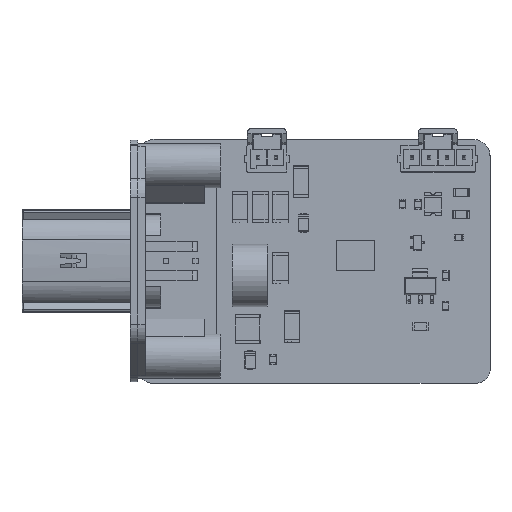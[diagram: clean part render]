
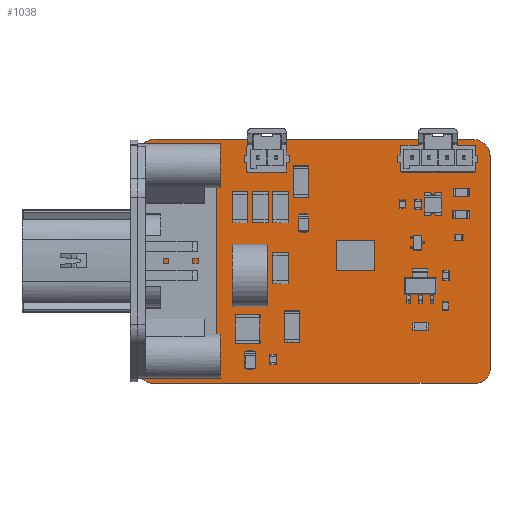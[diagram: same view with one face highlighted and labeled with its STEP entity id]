
A CAD part, top view. The second image highlights one B-rep face of the part: STEP entity #1038.
In plain terms, the highlighted planar face has unit normal (0, 0, 1).
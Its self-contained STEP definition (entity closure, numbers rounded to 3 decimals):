
#139 = VERTEX_POINT('',#140);
#140 = CARTESIAN_POINT('',(25.773,26.027,0.));
#146 = EDGE_CURVE('',#139,#147,#149,.T.);
#147 = VERTEX_POINT('',#148);
#148 = CARTESIAN_POINT('',(25.184,27.45,0.));
#149 = CIRCLE('',#150,2.013);
#150 = AXIS2_PLACEMENT_3D('',#151,#152,#153);
#151 = CARTESIAN_POINT('',(27.197,27.45,0.));
#152 = DIRECTION('',(0.,0.,-1.));
#153 = DIRECTION('',(-0.707,-0.707,0.));
#179 = EDGE_CURVE('',#147,#180,#182,.T.);
#180 = VERTEX_POINT('',#181);
#181 = CARTESIAN_POINT('',(25.184,71.61,0.));
#182 = LINE('',#183,#184);
#183 = CARTESIAN_POINT('',(25.184,27.45,0.));
#184 = VECTOR('',#185,1.);
#185 = DIRECTION('',(0.,1.,0.));
#210 = EDGE_CURVE('',#180,#211,#213,.T.);
#211 = VERTEX_POINT('',#212);
#212 = CARTESIAN_POINT('',(25.773,73.033,0.));
#213 = CIRCLE('',#214,2.013);
#214 = AXIS2_PLACEMENT_3D('',#215,#216,#217);
#215 = CARTESIAN_POINT('',(27.197,71.61,0.));
#216 = DIRECTION('',(0.,0.,-1.));
#217 = DIRECTION('',(-1.,0.,0.));
#243 = EDGE_CURVE('',#211,#244,#246,.T.);
#244 = VERTEX_POINT('',#245);
#245 = CARTESIAN_POINT('',(28.054,73.978,0.));
#246 = CIRCLE('',#247,3.232);
#247 = AXIS2_PLACEMENT_3D('',#248,#249,#250);
#248 = CARTESIAN_POINT('',(28.057,70.746,0.));
#249 = DIRECTION('',(0.,0.,-1.));
#250 = DIRECTION('',(-0.707,0.708,0.));
#276 = EDGE_CURVE('',#244,#277,#279,.T.);
#277 = VERTEX_POINT('',#278);
#278 = CARTESIAN_POINT('',(91.948,73.978,0.));
#279 = LINE('',#280,#281);
#280 = CARTESIAN_POINT('',(28.054,73.978,0.));
#281 = VECTOR('',#282,1.);
#282 = DIRECTION('',(1.,0.,0.));
#307 = EDGE_CURVE('',#277,#308,#310,.T.);
#308 = VERTEX_POINT('',#309);
#309 = CARTESIAN_POINT('',(94.034,73.114,0.));
#310 = CIRCLE('',#311,2.955);
#311 = AXIS2_PLACEMENT_3D('',#312,#313,#314);
#312 = CARTESIAN_POINT('',(91.946,71.023,0.));
#313 = DIRECTION('',(0.,0.,-1.));
#314 = DIRECTION('',(0.001,1.,0.));
#340 = EDGE_CURVE('',#308,#341,#343,.T.);
#341 = VERTEX_POINT('',#342);
#342 = CARTESIAN_POINT('',(94.233,72.915,0.));
#343 = LINE('',#344,#345);
#344 = CARTESIAN_POINT('',(94.034,73.114,0.));
#345 = VECTOR('',#346,1.);
#346 = DIRECTION('',(0.707,-0.707,0.));
#371 = EDGE_CURVE('',#341,#372,#374,.T.);
#372 = VERTEX_POINT('',#373);
#373 = CARTESIAN_POINT('',(95.183,70.779,0.));
#374 = CIRCLE('',#375,3.261);
#375 = AXIS2_PLACEMENT_3D('',#376,#377,#378);
#376 = CARTESIAN_POINT('',(91.926,70.61,0.));
#377 = DIRECTION('',(0.,0.,-1.));
#378 = DIRECTION('',(0.707,0.707,0.));
#404 = EDGE_CURVE('',#372,#405,#407,.T.);
#405 = VERTEX_POINT('',#406);
#406 = CARTESIAN_POINT('',(95.187,70.739,0.));
#407 = CIRCLE('',#408,0.204);
#408 = AXIS2_PLACEMENT_3D('',#409,#410,#411);
#409 = CARTESIAN_POINT('',(94.983,70.739,0.));
#410 = DIRECTION('',(0.,0.,-1.));
#411 = DIRECTION('',(0.98,0.197,0.));
#437 = EDGE_CURVE('',#405,#438,#440,.T.);
#438 = VERTEX_POINT('',#439);
#439 = CARTESIAN_POINT('',(95.187,27.809,0.));
#440 = LINE('',#441,#442);
#441 = CARTESIAN_POINT('',(95.187,70.739,0.));
#442 = VECTOR('',#443,1.);
#443 = DIRECTION('',(0.,-1.,0.));
#468 = EDGE_CURVE('',#438,#469,#471,.T.);
#469 = VERTEX_POINT('',#470);
#470 = CARTESIAN_POINT('',(94.505,26.163,0.));
#471 = CIRCLE('',#472,2.324);
#472 = AXIS2_PLACEMENT_3D('',#473,#474,#475);
#473 = CARTESIAN_POINT('',(92.863,27.808,0.));
#474 = DIRECTION('',(0.,0.,-1.));
#475 = DIRECTION('',(1.,0.001,0.));
#501 = EDGE_CURVE('',#469,#502,#504,.T.);
#502 = VERTEX_POINT('',#503);
#503 = CARTESIAN_POINT('',(92.202,25.209,0.));
#504 = CIRCLE('',#505,3.259);
#505 = AXIS2_PLACEMENT_3D('',#506,#507,#508);
#506 = CARTESIAN_POINT('',(92.201,28.468,0.));
#507 = DIRECTION('',(0.,0.,-1.));
#508 = DIRECTION('',(0.707,-0.707,0.));
#534 = EDGE_CURVE('',#502,#535,#537,.T.);
#535 = VERTEX_POINT('',#536);
#536 = CARTESIAN_POINT('',(27.748,25.209,0.));
#537 = LINE('',#538,#539);
#538 = CARTESIAN_POINT('',(92.202,25.209,0.));
#539 = VECTOR('',#540,1.);
#540 = DIRECTION('',(-1.,0.,0.));
#565 = EDGE_CURVE('',#535,#139,#566,.T.);
#566 = CIRCLE('',#567,2.797);
#567 = AXIS2_PLACEMENT_3D('',#568,#569,#570);
#568 = CARTESIAN_POINT('',(27.75,28.006,0.));
#569 = DIRECTION('',(0.,0.,-1.));
#570 = DIRECTION('',(-0.001,-1.,0.));
#591 = VERTEX_POINT('',#592);
#592 = CARTESIAN_POINT('',(31.344,46.736,0.));
#598 = EDGE_CURVE('',#591,#591,#599,.T.);
#599 = CIRCLE('',#600,0.864);
#600 = AXIS2_PLACEMENT_3D('',#601,#602,#603);
#601 = CARTESIAN_POINT('',(30.48,46.736,0.));
#602 = DIRECTION('',(0.,0.,1.));
#603 = DIRECTION('',(1.,0.,0.));
#624 = VERTEX_POINT('',#625);
#625 = CARTESIAN_POINT('',(47.689,44.236,0.));
#631 = EDGE_CURVE('',#624,#624,#632,.T.);
#632 = CIRCLE('',#633,0.445);
#633 = AXIS2_PLACEMENT_3D('',#634,#635,#636);
#634 = CARTESIAN_POINT('',(47.244,44.236,0.));
#635 = DIRECTION('',(0.,0.,1.));
#636 = DIRECTION('',(1.,0.,0.));
#657 = VERTEX_POINT('',#658);
#658 = CARTESIAN_POINT('',(37.186,46.736,0.));
#664 = EDGE_CURVE('',#657,#657,#665,.T.);
#665 = CIRCLE('',#666,0.864);
#666 = AXIS2_PLACEMENT_3D('',#667,#668,#669);
#667 = CARTESIAN_POINT('',(36.322,46.736,0.));
#668 = DIRECTION('',(0.,0.,1.));
#669 = DIRECTION('',(1.,0.,0.));
#690 = VERTEX_POINT('',#691);
#691 = CARTESIAN_POINT('',(31.344,52.578,0.));
#697 = EDGE_CURVE('',#690,#690,#698,.T.);
#698 = CIRCLE('',#699,0.864);
#699 = AXIS2_PLACEMENT_3D('',#700,#701,#702);
#700 = CARTESIAN_POINT('',(30.48,52.578,0.));
#701 = DIRECTION('',(0.,0.,1.));
#702 = DIRECTION('',(1.,0.,0.));
#723 = VERTEX_POINT('',#724);
#724 = CARTESIAN_POINT('',(47.689,49.236,0.));
#730 = EDGE_CURVE('',#723,#723,#731,.T.);
#731 = CIRCLE('',#732,0.445);
#732 = AXIS2_PLACEMENT_3D('',#733,#734,#735);
#733 = CARTESIAN_POINT('',(47.244,49.236,0.));
#734 = DIRECTION('',(0.,0.,1.));
#735 = DIRECTION('',(1.,0.,0.));
#756 = VERTEX_POINT('',#757);
#757 = CARTESIAN_POINT('',(37.186,52.578,0.));
#763 = EDGE_CURVE('',#756,#756,#764,.T.);
#764 = CIRCLE('',#765,0.864);
#765 = AXIS2_PLACEMENT_3D('',#766,#767,#768);
#766 = CARTESIAN_POINT('',(36.322,52.578,0.));
#767 = DIRECTION('',(0.,0.,1.));
#768 = DIRECTION('',(1.,0.,0.));
#789 = VERTEX_POINT('',#790);
#790 = CARTESIAN_POINT('',(83.568,70.358,0.));
#796 = EDGE_CURVE('',#789,#789,#797,.T.);
#797 = CIRCLE('',#798,0.51);
#798 = AXIS2_PLACEMENT_3D('',#799,#800,#801);
#799 = CARTESIAN_POINT('',(83.058,70.358,0.));
#800 = DIRECTION('',(0.,0.,1.));
#801 = DIRECTION('',(1.,0.,0.));
#822 = VERTEX_POINT('',#823);
#823 = CARTESIAN_POINT('',(90.568,70.358,0.));
#829 = EDGE_CURVE('',#822,#822,#830,.T.);
#830 = CIRCLE('',#831,0.51);
#831 = AXIS2_PLACEMENT_3D('',#832,#833,#834);
#832 = CARTESIAN_POINT('',(90.058,70.358,0.));
#833 = DIRECTION('',(0.,0.,1.));
#834 = DIRECTION('',(1.,0.,0.));
#855 = VERTEX_POINT('',#856);
#856 = CARTESIAN_POINT('',(87.068,70.358,0.));
#862 = EDGE_CURVE('',#855,#855,#863,.T.);
#863 = CIRCLE('',#864,0.51);
#864 = AXIS2_PLACEMENT_3D('',#865,#866,#867);
#865 = CARTESIAN_POINT('',(86.558,70.358,0.));
#866 = DIRECTION('',(0.,0.,1.));
#867 = DIRECTION('',(1.,0.,0.));
#888 = VERTEX_POINT('',#889);
#889 = CARTESIAN_POINT('',(49.334,70.358,0.));
#895 = EDGE_CURVE('',#888,#888,#896,.T.);
#896 = CIRCLE('',#897,0.51);
#897 = AXIS2_PLACEMENT_3D('',#898,#899,#900);
#898 = CARTESIAN_POINT('',(48.824,70.358,0.));
#899 = DIRECTION('',(0.,0.,1.));
#900 = DIRECTION('',(1.,0.,0.));
#921 = VERTEX_POINT('',#922);
#922 = CARTESIAN_POINT('',(80.068,70.358,0.));
#928 = EDGE_CURVE('',#921,#921,#929,.T.);
#929 = CIRCLE('',#930,0.51);
#930 = AXIS2_PLACEMENT_3D('',#931,#932,#933);
#931 = CARTESIAN_POINT('',(79.558,70.358,0.));
#932 = DIRECTION('',(0.,0.,1.));
#933 = DIRECTION('',(1.,0.,0.));
#954 = VERTEX_POINT('',#955);
#955 = CARTESIAN_POINT('',(52.834,70.358,0.));
#961 = EDGE_CURVE('',#954,#954,#962,.T.);
#962 = CIRCLE('',#963,0.51);
#963 = AXIS2_PLACEMENT_3D('',#964,#965,#966);
#964 = CARTESIAN_POINT('',(52.324,70.358,0.));
#965 = DIRECTION('',(0.,0.,1.));
#966 = DIRECTION('',(1.,0.,0.));
#1038 = ADVANCED_FACE('',(#1039,#1055,#1058,#1061,#1064,#1067,#1070,
    #1073,#1076,#1079,#1082,#1085,#1088),#1091,.T.);
#1039 = FACE_BOUND('',#1040,.F.);
#1040 = EDGE_LOOP('',(#1041,#1042,#1043,#1044,#1045,#1046,#1047,#1048,
    #1049,#1050,#1051,#1052,#1053,#1054));
#1041 = ORIENTED_EDGE('',*,*,#146,.T.);
#1042 = ORIENTED_EDGE('',*,*,#179,.T.);
#1043 = ORIENTED_EDGE('',*,*,#210,.T.);
#1044 = ORIENTED_EDGE('',*,*,#243,.T.);
#1045 = ORIENTED_EDGE('',*,*,#276,.T.);
#1046 = ORIENTED_EDGE('',*,*,#307,.T.);
#1047 = ORIENTED_EDGE('',*,*,#340,.T.);
#1048 = ORIENTED_EDGE('',*,*,#371,.T.);
#1049 = ORIENTED_EDGE('',*,*,#404,.T.);
#1050 = ORIENTED_EDGE('',*,*,#437,.T.);
#1051 = ORIENTED_EDGE('',*,*,#468,.T.);
#1052 = ORIENTED_EDGE('',*,*,#501,.T.);
#1053 = ORIENTED_EDGE('',*,*,#534,.T.);
#1054 = ORIENTED_EDGE('',*,*,#565,.T.);
#1055 = FACE_BOUND('',#1056,.T.);
#1056 = EDGE_LOOP('',(#1057));
#1057 = ORIENTED_EDGE('',*,*,#598,.F.);
#1058 = FACE_BOUND('',#1059,.T.);
#1059 = EDGE_LOOP('',(#1060));
#1060 = ORIENTED_EDGE('',*,*,#631,.F.);
#1061 = FACE_BOUND('',#1062,.T.);
#1062 = EDGE_LOOP('',(#1063));
#1063 = ORIENTED_EDGE('',*,*,#664,.F.);
#1064 = FACE_BOUND('',#1065,.T.);
#1065 = EDGE_LOOP('',(#1066));
#1066 = ORIENTED_EDGE('',*,*,#697,.F.);
#1067 = FACE_BOUND('',#1068,.T.);
#1068 = EDGE_LOOP('',(#1069));
#1069 = ORIENTED_EDGE('',*,*,#730,.F.);
#1070 = FACE_BOUND('',#1071,.T.);
#1071 = EDGE_LOOP('',(#1072));
#1072 = ORIENTED_EDGE('',*,*,#763,.F.);
#1073 = FACE_BOUND('',#1074,.T.);
#1074 = EDGE_LOOP('',(#1075));
#1075 = ORIENTED_EDGE('',*,*,#796,.F.);
#1076 = FACE_BOUND('',#1077,.T.);
#1077 = EDGE_LOOP('',(#1078));
#1078 = ORIENTED_EDGE('',*,*,#829,.F.);
#1079 = FACE_BOUND('',#1080,.T.);
#1080 = EDGE_LOOP('',(#1081));
#1081 = ORIENTED_EDGE('',*,*,#862,.F.);
#1082 = FACE_BOUND('',#1083,.T.);
#1083 = EDGE_LOOP('',(#1084));
#1084 = ORIENTED_EDGE('',*,*,#895,.F.);
#1085 = FACE_BOUND('',#1086,.T.);
#1086 = EDGE_LOOP('',(#1087));
#1087 = ORIENTED_EDGE('',*,*,#928,.F.);
#1088 = FACE_BOUND('',#1089,.T.);
#1089 = EDGE_LOOP('',(#1090));
#1090 = ORIENTED_EDGE('',*,*,#961,.F.);
#1091 = PLANE('',#1092);
#1092 = AXIS2_PLACEMENT_3D('',#1093,#1094,#1095);
#1093 = CARTESIAN_POINT('',(25.773,26.027,0.));
#1094 = DIRECTION('',(0.,0.,1.));
#1095 = DIRECTION('',(1.,0.,0.));
